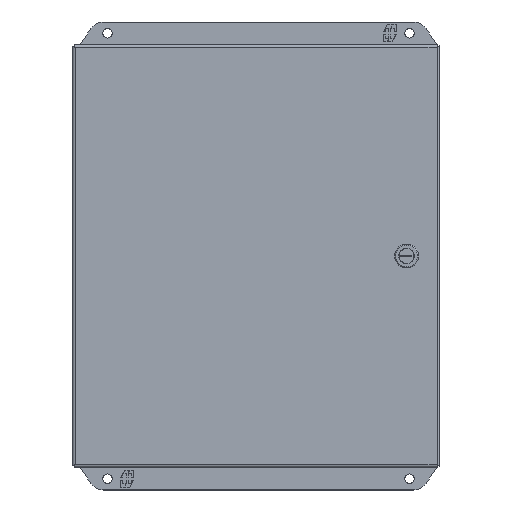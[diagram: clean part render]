
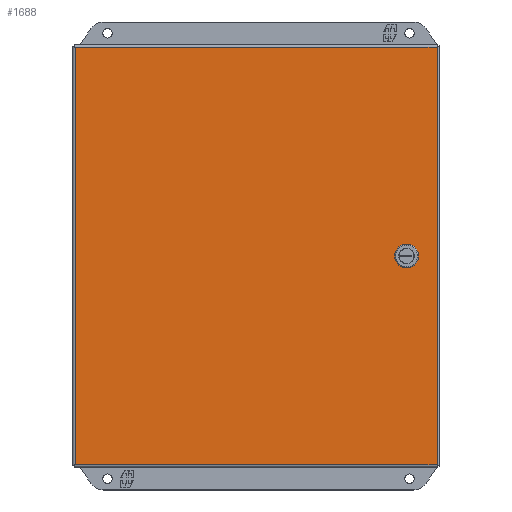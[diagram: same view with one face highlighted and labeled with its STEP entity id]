
A CAD part, front view. The second image highlights one B-rep face of the part: STEP entity #1688.
In plain terms, the highlighted planar face has unit normal (0, -1, 0).
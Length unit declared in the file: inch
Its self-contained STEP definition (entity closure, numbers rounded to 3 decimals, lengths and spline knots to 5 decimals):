
#272 = VERTEX_POINT ( 'NONE', #22045 ) ;
#710 = PLANE ( 'NONE',  #19754 ) ;
#980 = CARTESIAN_POINT ( 'NONE',  ( 4.98226, -6.61133, 0.331 ) ) ;
#1025 = LINE ( 'NONE', #14618, #14705 ) ;
#1070 = CARTESIAN_POINT ( 'NONE',  ( -6.07332, -6.61133, -6.914 ) ) ;
#1192 = VECTOR ( 'NONE', #24276, 39.37008 ) ;
#1377 = VERTEX_POINT ( 'NONE', #11818 ) ;
#1416 = EDGE_CURVE ( 'NONE', #13551, #272, #22016, .T. ) ;
#1688 = ADVANCED_FACE ( 'NONE', ( #4852, #14668 ), #710, .T. ) ;
#2127 = CARTESIAN_POINT ( 'NONE',  ( 4.83109, -6.61133, 0.331 ) ) ;
#2331 = LINE ( 'NONE', #23744, #12621 ) ;
#2590 = DIRECTION ( 'NONE',  ( 0., 0., 1. ) ) ;
#3271 = CARTESIAN_POINT ( 'NONE',  ( 5.23768, -6.61133, 0.07559 ) ) ;
#3816 = LINE ( 'NONE', #23210, #12332 ) ;
#4066 = DIRECTION ( 'NONE',  ( 0., 0., 1. ) ) ;
#4734 = DIRECTION ( 'NONE',  ( 0., -1., 0. ) ) ;
#4758 = ORIENTED_EDGE ( 'NONE', *, *, #19343, .F. ) ;
#4852 = FACE_BOUND ( 'NONE', #20807, .T. ) ;
#4854 = ORIENTED_EDGE ( 'NONE', *, *, #8559, .T. ) ;
#5250 = DIRECTION ( 'NONE',  ( -0.707, 0., 0.707 ) ) ;
#5923 = VERTEX_POINT ( 'NONE', #3271 ) ;
#6219 = EDGE_CURVE ( 'NONE', #7285, #8128, #13978, .T. ) ;
#6415 = DIRECTION ( 'NONE',  ( -0.707, 0., -0.707 ) ) ;
#6904 = LINE ( 'NONE', #14587, #22078 ) ;
#7243 = LINE ( 'NONE', #24257, #16406 ) ;
#7285 = VERTEX_POINT ( 'NONE', #23585 ) ;
#7550 = EDGE_CURVE ( 'NONE', #15317, #1377, #1025, .T. ) ;
#7990 = CARTESIAN_POINT ( 'NONE',  ( 5.91268, -6.61133, -6.914 ) ) ;
#8045 = CARTESIAN_POINT ( 'NONE',  ( 4.57568, -6.61133, -0.07559 ) ) ;
#8128 = VERTEX_POINT ( 'NONE', #7990 ) ;
#8426 = DIRECTION ( 'NONE',  ( 0., 0., -1. ) ) ;
#8559 = EDGE_CURVE ( 'NONE', #8128, #13551, #3816, .T. ) ;
#8622 = VERTEX_POINT ( 'NONE', #15146 ) ;
#8669 = LINE ( 'NONE', #16474, #16033 ) ;
#8699 = DIRECTION ( 'NONE',  ( 0.707, 0., -0.707 ) ) ;
#8700 = ORIENTED_EDGE ( 'NONE', *, *, #11726, .F. ) ;
#9728 = CARTESIAN_POINT ( 'NONE',  ( 4.83109, -6.61133, 0.331 ) ) ;
#10140 = VERTEX_POINT ( 'NONE', #13364 ) ;
#10576 = EDGE_CURVE ( 'NONE', #8622, #19066, #19380, .T. ) ;
#10702 = EDGE_CURVE ( 'NONE', #19066, #10140, #7243, .T. ) ;
#10791 = LINE ( 'NONE', #980, #13821 ) ;
#11135 = VECTOR ( 'NONE', #21781, 39.37008 ) ;
#11351 = CARTESIAN_POINT ( 'NONE',  ( 4.98226, -6.61133, -0.331 ) ) ;
#11591 = ORIENTED_EDGE ( 'NONE', *, *, #22657, .F. ) ;
#11705 = EDGE_CURVE ( 'NONE', #272, #7285, #6904, .T. ) ;
#11726 = EDGE_CURVE ( 'NONE', #10140, #15317, #8669, .T. ) ;
#11818 = CARTESIAN_POINT ( 'NONE',  ( 4.83109, -6.61133, -0.331 ) ) ;
#12332 = VECTOR ( 'NONE', #4066, 39.37008 ) ;
#12613 = DIRECTION ( 'NONE',  ( 0.707, 0., 0.707 ) ) ;
#12621 = VECTOR ( 'NONE', #2590, 39.37008 ) ;
#12836 = ORIENTED_EDGE ( 'NONE', *, *, #1416, .T. ) ;
#13064 = ORIENTED_EDGE ( 'NONE', *, *, #11705, .T. ) ;
#13099 = EDGE_CURVE ( 'NONE', #5923, #8622, #10791, .T. ) ;
#13235 = VERTEX_POINT ( 'NONE', #19093 ) ;
#13364 = CARTESIAN_POINT ( 'NONE',  ( 4.57568, -6.61133, 0.07559 ) ) ;
#13551 = VERTEX_POINT ( 'NONE', #16186 ) ;
#13686 = LINE ( 'NONE', #14401, #21898 ) ;
#13821 = VECTOR ( 'NONE', #5250, 39.37008 ) ;
#13978 = LINE ( 'NONE', #23919, #11135 ) ;
#14076 = ORIENTED_EDGE ( 'NONE', *, *, #13099, .F. ) ;
#14401 = CARTESIAN_POINT ( 'NONE',  ( 4.98226, -6.61133, -0.331 ) ) ;
#14587 = CARTESIAN_POINT ( 'NONE',  ( -6.07332, -6.61133, -6.914 ) ) ;
#14618 = CARTESIAN_POINT ( 'NONE',  ( 4.83109, -6.61133, -0.331 ) ) ;
#14668 = FACE_OUTER_BOUND ( 'NONE', #15012, .T. ) ;
#14705 = VECTOR ( 'NONE', #8699, 39.37008 ) ;
#15012 = EDGE_LOOP ( 'NONE', ( #4854, #12836, #13064, #15326 ) ) ;
#15146 = CARTESIAN_POINT ( 'NONE',  ( 4.98226, -6.61133, 0.331 ) ) ;
#15317 = VERTEX_POINT ( 'NONE', #8045 ) ;
#15326 = ORIENTED_EDGE ( 'NONE', *, *, #6219, .T. ) ;
#15369 = VECTOR ( 'NONE', #12613, 39.37008 ) ;
#15727 = DIRECTION ( 'NONE',  ( -1., 0., 0. ) ) ;
#15965 = VERTEX_POINT ( 'NONE', #11351 ) ;
#16033 = VECTOR ( 'NONE', #23796, 39.37008 ) ;
#16186 = CARTESIAN_POINT ( 'NONE',  ( 5.91268, -6.61133, 6.914 ) ) ;
#16406 = VECTOR ( 'NONE', #6415, 39.37008 ) ;
#16459 = CARTESIAN_POINT ( 'NONE',  ( -6.07332, -6.61133, 6.914 ) ) ;
#16474 = CARTESIAN_POINT ( 'NONE',  ( 4.57568, -6.61133, -0.07559 ) ) ;
#17668 = ORIENTED_EDGE ( 'NONE', *, *, #20215, .F. ) ;
#18081 = DIRECTION ( 'NONE',  ( 0., 0., -1. ) ) ;
#18291 = CARTESIAN_POINT ( 'NONE',  ( 5.23768, -6.61133, -0.07559 ) ) ;
#19066 = VERTEX_POINT ( 'NONE', #9728 ) ;
#19093 = CARTESIAN_POINT ( 'NONE',  ( 5.23768, -6.61133, -0.07559 ) ) ;
#19343 = EDGE_CURVE ( 'NONE', #15965, #13235, #22075, .T. ) ;
#19380 = LINE ( 'NONE', #2127, #22431 ) ;
#19754 = AXIS2_PLACEMENT_3D ( 'NONE', #1070, #4734, #18081 ) ;
#20215 = EDGE_CURVE ( 'NONE', #1377, #15965, #13686, .T. ) ;
#20503 = ORIENTED_EDGE ( 'NONE', *, *, #10576, .F. ) ;
#20807 = EDGE_LOOP ( 'NONE', ( #17668, #22566, #8700, #21546, #20503, #14076, #11591, #4758 ) ) ;
#21546 = ORIENTED_EDGE ( 'NONE', *, *, #10702, .F. ) ;
#21781 = DIRECTION ( 'NONE',  ( 1., 0., 0. ) ) ;
#21898 = VECTOR ( 'NONE', #22086, 39.37008 ) ;
#22016 = LINE ( 'NONE', #16459, #1192 ) ;
#22045 = CARTESIAN_POINT ( 'NONE',  ( -6.07332, -6.61133, 6.914 ) ) ;
#22075 = LINE ( 'NONE', #18291, #15369 ) ;
#22078 = VECTOR ( 'NONE', #8426, 39.37008 ) ;
#22086 = DIRECTION ( 'NONE',  ( 1., 0., 0. ) ) ;
#22431 = VECTOR ( 'NONE', #15727, 39.37008 ) ;
#22566 = ORIENTED_EDGE ( 'NONE', *, *, #7550, .F. ) ;
#22657 = EDGE_CURVE ( 'NONE', #13235, #5923, #2331, .T. ) ;
#23210 = CARTESIAN_POINT ( 'NONE',  ( 5.91268, -6.61133, -6.914 ) ) ;
#23585 = CARTESIAN_POINT ( 'NONE',  ( -6.07332, -6.61133, -6.914 ) ) ;
#23744 = CARTESIAN_POINT ( 'NONE',  ( 5.23768, -6.61133, 0.07559 ) ) ;
#23796 = DIRECTION ( 'NONE',  ( 0., 0., -1. ) ) ;
#23919 = CARTESIAN_POINT ( 'NONE',  ( -6.07332, -6.61133, -6.914 ) ) ;
#24257 = CARTESIAN_POINT ( 'NONE',  ( 4.57568, -6.61133, 0.07559 ) ) ;
#24276 = DIRECTION ( 'NONE',  ( -1., 0., 0. ) ) ;
